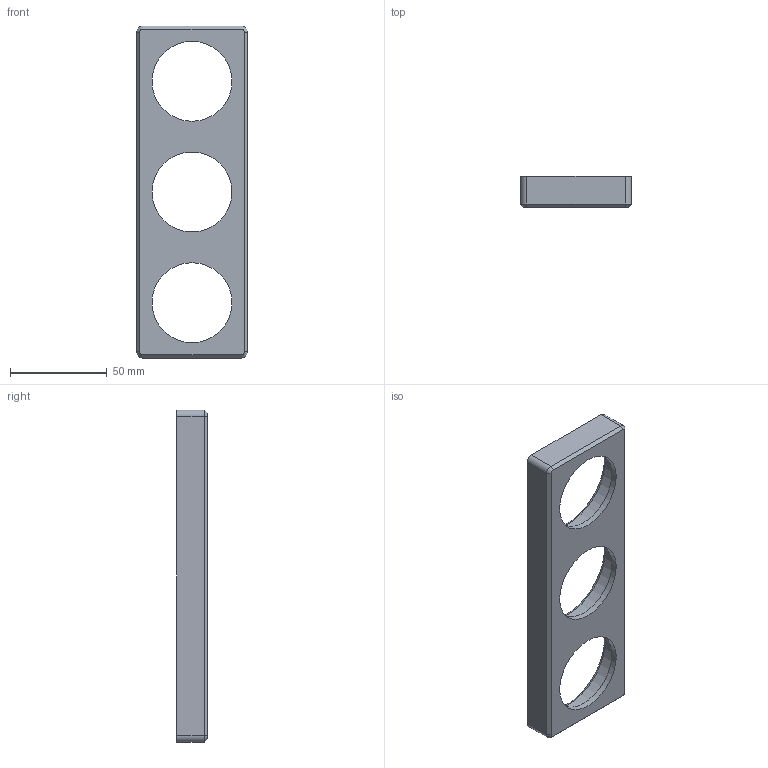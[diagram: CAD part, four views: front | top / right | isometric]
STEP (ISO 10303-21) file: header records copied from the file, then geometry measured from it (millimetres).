
FILE_DESCRIPTION(/* description */ (''),/* implementation_level */ '2;1');
FILE_NAME(/* name */ 'Paintx3 Holder(1.875d).step',/* time_stamp */ '2021-03-02T06:28:52-05:00',/* author */ ('elizh'),/* organization */ (''),/* preprocessor_version */ 'ST-DEVELOPER v18.1',/* originating_system */ 'Autodesk Inventor 2021',/* authorisation */ '');
FILE_SCHEMA (('AUTOMOTIVE_DESIGN { 1 0 10303 214 3 1 1 }'));
Length unit declared in the file: inch
Products named in the file (1): Paintx6 Holder(1.875d)-2
Bounding box: 57.15 x 15.88 x 171.45 mm (x, y, z)
Volume: 54646.6 mm3; surface area: 25651.8 mm2
Topology: 1 solids, 1 shells, 37 faces, 84 edges, 49 vertices
Faces by surface type: plane 20, cylinder 10, cone 4, torus 3
Full cylindrical faces by diameter (mm): 41.275 x3, 53.975 x3
Entity records: 1087 total; most frequent: DIRECTION 202, CARTESIAN_POINT 171, ORIENTED_EDGE 168, EDGE_CURVE 84, AXIS2_PLACEMENT_3D 80, VERTEX_POINT 49, EDGE_LOOP 43, LINE 42
